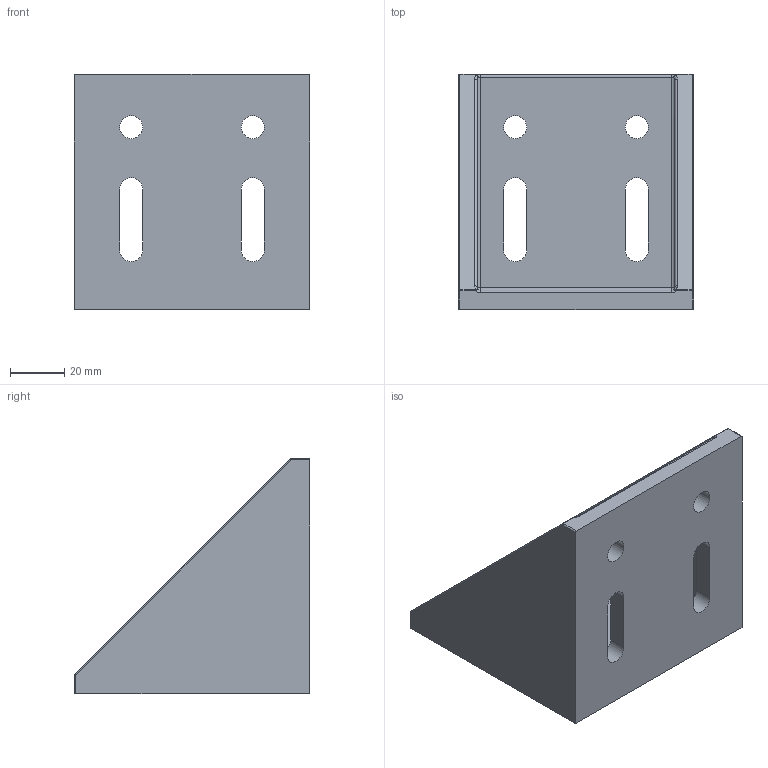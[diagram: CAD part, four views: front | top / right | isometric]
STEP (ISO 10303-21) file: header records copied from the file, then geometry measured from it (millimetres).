
FILE_DESCRIPTION(/* description */ (''),/* implementation_level */ '2;1');
FILE_NAME(/* name */ '308787.stp',/* time_stamp */ '2022-09-09T13:33:22+02:00',/* author */ ('aluteckkpl_am'),/* organization */ (''),/* preprocessor_version */ 'ST-DEVELOPER v18.1',/* originating_system */ 'Autodesk Inventor 2021',/* authorisation */ '');
FILE_SCHEMA (('CONFIG_CONTROL_DESIGN'));
Length unit declared in the file: millimetre
Products named in the file (1): 308787
Bounding box: 87 x 87 x 87 mm (x, y, z)
Volume: 125851.1 mm3; surface area: 47589.2 mm2
Topology: 1 solids, 1 shells, 569 faces, 1303 edges, 664 vertices
Faces by surface type: cylinder 255, torus 116, plane 100, sphere 86, bspline 12
Full cylindrical faces by diameter (mm): 8.5 x4
Entity records: 15424 total; most frequent: DIRECTION 3001, CARTESIAN_POINT 2765, ORIENTED_EDGE 2430, AXIS2_PLACEMENT_3D 1252, EDGE_CURVE 1215, CIRCLE 694, VERTEX_POINT 664, EDGE_LOOP 601
